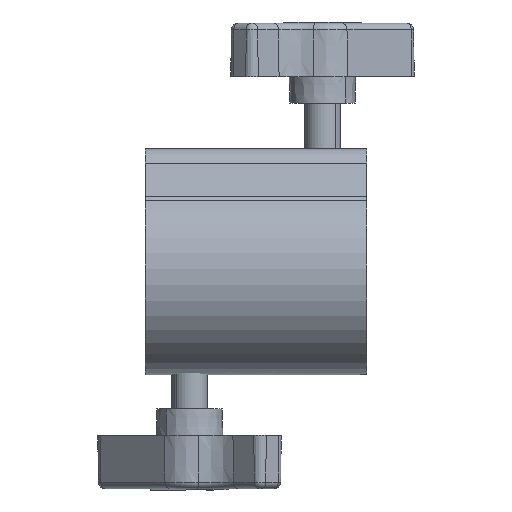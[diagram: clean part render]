
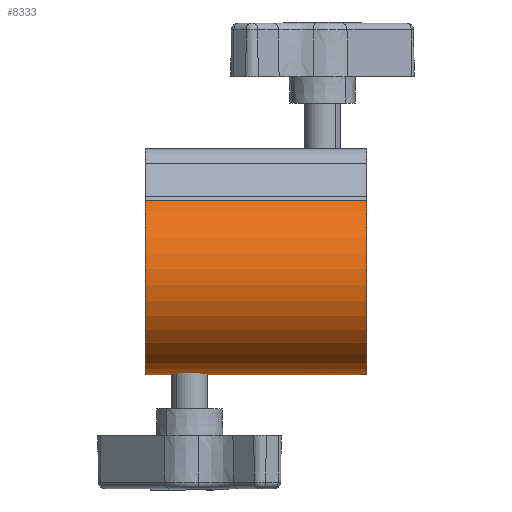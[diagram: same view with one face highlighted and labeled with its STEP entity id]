
A CAD part, left-side view. The second image highlights one B-rep face of the part: STEP entity #8333.
In plain terms, the highlighted cylindrical face has radius 22 mm (diameter 44 mm), a partial arc.
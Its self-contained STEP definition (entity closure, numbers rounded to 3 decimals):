
#568 = AXIS2_PLACEMENT_3D ( 'NONE', #23661, #57544, #43144 ) ;
#2020 = CARTESIAN_POINT ( 'NONE',  ( -3.055, 16.509, -21.787 ) ) ;
#2433 = CARTESIAN_POINT ( 'NONE',  ( -1.703, 17.951, -21.935 ) ) ;
#3410 = VERTEX_POINT ( 'NONE', #29259 ) ;
#3436 = ORIENTED_EDGE ( 'NONE', *, *, #19260, .T. ) ;
#6006 = CARTESIAN_POINT ( 'NONE',  ( -0.882, 11.709, -21.983 ) ) ;
#6666 = CARTESIAN_POINT ( 'NONE',  ( -3.29, 15.886, -21.753 ) ) ;
#6777 = ORIENTED_EDGE ( 'NONE', *, *, #14582, .T. ) ;
#6865 = CARTESIAN_POINT ( 'NONE',  ( -3.224, 16.101, -21.763 ) ) ;
#7515 = CARTESIAN_POINT ( 'NONE',  ( -2.56, 17.249, -21.851 ) ) ;
#8333 = ADVANCED_FACE ( 'NONE', ( #39104 ), #33804, .T. ) ;
#8706 = VECTOR ( 'NONE', #28935, 1000. ) ;
#10557 = VECTOR ( 'NONE', #62579, 1000. ) ;
#10877 = CARTESIAN_POINT ( 'NONE',  ( -0.222, 11.6, -22. ) ) ;
#13663 = VERTEX_POINT ( 'NONE', #18442 ) ;
#13931 = EDGE_CURVE ( 'NONE', #36533, #22473, #36017, .T. ) ;
#14582 = EDGE_CURVE ( 'NONE', #3410, #44277, #62528, .T. ) ;
#15195 = CARTESIAN_POINT ( 'NONE',  ( 0., 25., 0. ) ) ;
#16404 = CARTESIAN_POINT ( 'NONE',  ( -3.4, 15.225, -21.736 ) ) ;
#16511 = EDGE_CURVE ( 'NONE', #22473, #3410, #25322, .T. ) ;
#18442 = CARTESIAN_POINT ( 'NONE',  ( 0., 18.4, -22. ) ) ;
#19260 = EDGE_CURVE ( 'NONE', #13663, #60956, #43778, .T. ) ;
#20494 = CARTESIAN_POINT ( 'NONE',  ( -3.291, 14.119, -21.752 ) ) ;
#20695 = CARTESIAN_POINT ( 'NONE',  ( 0., 11.6, -22. ) ) ;
#22473 = VERTEX_POINT ( 'NONE', #52018 ) ;
#23082 = VECTOR ( 'NONE', #30539, 1000. ) ;
#23631 = ORIENTED_EDGE ( 'NONE', *, *, #16511, .T. ) ;
#23661 = CARTESIAN_POINT ( 'NONE',  ( 0., 25., 0. ) ) ;
#24314 = CARTESIAN_POINT ( 'NONE',  ( 0., 25., -22. ) ) ;
#25152 = CARTESIAN_POINT ( 'NONE',  ( -3.055, 13.491, -21.787 ) ) ;
#25322 = CIRCLE ( 'NONE', #57925, 22. ) ;
#25570 = CARTESIAN_POINT ( 'NONE',  ( -3.378, 14.554, -21.739 ) ) ;
#26005 = CARTESIAN_POINT ( 'NONE',  ( -0.225, 18.4, -22. ) ) ;
#26340 = CARTESIAN_POINT ( 'NONE',  ( 0., 25., -22. ) ) ;
#26649 = CARTESIAN_POINT ( 'NONE',  ( -0.88, 18.292, -21.983 ) ) ;
#28244 = ORIENTED_EDGE ( 'NONE', *, *, #33076, .F. ) ;
#28935 = DIRECTION ( 'NONE',  ( 0., -1., 0. ) ) ;
#29259 = CARTESIAN_POINT ( 'NONE',  ( -13.575, -25., 17.312 ) ) ;
#29895 = VERTEX_POINT ( 'NONE', #26340 ) ;
#29943 = CARTESIAN_POINT ( 'NONE',  ( -1.704, 12.049, -21.935 ) ) ;
#30166 = CARTESIAN_POINT ( 'NONE',  ( -3.226, 13.902, -21.762 ) ) ;
#30539 = DIRECTION ( 'NONE',  ( 0., 1., 0. ) ) ;
#31045 = CARTESIAN_POINT ( 'NONE',  ( -2.701, 17.078, -21.834 ) ) ;
#31489 = EDGE_LOOP ( 'NONE', ( #28244, #35634, #3436, #39377, #59210, #23631, #6777 ) ) ;
#33063 = CIRCLE ( 'NONE', #568, 22. ) ;
#33076 = EDGE_CURVE ( 'NONE', #29895, #44277, #33063, .T. ) ;
#33151 = EDGE_CURVE ( 'NONE', #60956, #36533, #62846, .T. ) ;
#33396 = CARTESIAN_POINT ( 'NONE',  ( -13.575, 25., 17.312 ) ) ;
#33804 = CYLINDRICAL_SURFACE ( 'NONE', #41120, 22. ) ;
#34321 = CARTESIAN_POINT ( 'NONE',  ( 0., 11.6, -22. ) ) ;
#34828 = CARTESIAN_POINT ( 'NONE',  ( -2.95, 13.295, -21.802 ) ) ;
#35634 = ORIENTED_EDGE ( 'NONE', *, *, #36063, .T. ) ;
#35813 = CARTESIAN_POINT ( 'NONE',  ( 0., -25., 0. ) ) ;
#35900 = CARTESIAN_POINT ( 'NONE',  ( -2.072, 17.704, -21.903 ) ) ;
#36017 = LINE ( 'NONE', #24314, #8706 ) ;
#36063 = EDGE_CURVE ( 'NONE', #29895, #13663, #61395, .T. ) ;
#36257 = CARTESIAN_POINT ( 'NONE',  ( -13.575, 25., 17.312 ) ) ;
#36533 = VERTEX_POINT ( 'NONE', #34321 ) ;
#39104 = FACE_OUTER_BOUND ( 'NONE', #31489, .T. ) ;
#39377 = ORIENTED_EDGE ( 'NONE', *, *, #33151, .T. ) ;
#40330 = CARTESIAN_POINT ( 'NONE',  ( -2.075, 12.298, -21.903 ) ) ;
#40991 = CARTESIAN_POINT ( 'NONE',  ( -2.247, 17.561, -21.886 ) ) ;
#41120 = AXIS2_PLACEMENT_3D ( 'NONE', #15195, #44699, #59870 ) ;
#43144 = DIRECTION ( 'NONE',  ( 0., 0., 1. ) ) ;
#43778 = B_SPLINE_CURVE_WITH_KNOTS ( 'NONE', 3,
 ( #50944, #26005, #60684, #26649, #60035, #59814, #2433, #35900, #40991, #7515, #31045, #55826, #2020, #6865, #6666, #50734, #16404, #45259 ),
 .UNSPECIFIED., .F., .F.,
 ( 4, 2, 2, 2, 2, 2, 2, 2, 4 ),
 ( 0.016, 0.017, 0.017, 0.018, 0.019, 0.019, 0.02, 0.021, 0.021 ),
 .UNSPECIFIED. ) ;
#44176 = CARTESIAN_POINT ( 'NONE',  ( -3.4, 15., -21.736 ) ) ;
#44277 = VERTEX_POINT ( 'NONE', #33396 ) ;
#44699 = DIRECTION ( 'NONE',  ( 0., -1., 0. ) ) ;
#45259 = CARTESIAN_POINT ( 'NONE',  ( -3.4, 15., -21.736 ) ) ;
#45439 = CARTESIAN_POINT ( 'NONE',  ( -2.703, 12.926, -21.834 ) ) ;
#49251 = CARTESIAN_POINT ( 'NONE',  ( -2.56, 12.751, -21.851 ) ) ;
#49437 = CARTESIAN_POINT ( 'NONE',  ( -1.506, 11.944, -21.949 ) ) ;
#49790 = DIRECTION ( 'NONE',  ( 0., 1., 0. ) ) ;
#49851 = CARTESIAN_POINT ( 'NONE',  ( -0.443, 11.622, -21.997 ) ) ;
#50734 = CARTESIAN_POINT ( 'NONE',  ( -3.378, 15.447, -21.739 ) ) ;
#50944 = CARTESIAN_POINT ( 'NONE',  ( 0., 18.4, -22. ) ) ;
#52018 = CARTESIAN_POINT ( 'NONE',  ( 0., -25., -22. ) ) ;
#52168 = CARTESIAN_POINT ( 'NONE',  ( -3.4, 15., -21.736 ) ) ;
#54098 = CARTESIAN_POINT ( 'NONE',  ( -2.247, 12.438, -21.886 ) ) ;
#54464 = DIRECTION ( 'NONE',  ( 0., 0., 1. ) ) ;
#55826 = CARTESIAN_POINT ( 'NONE',  ( -2.949, 16.706, -21.802 ) ) ;
#57544 = DIRECTION ( 'NONE',  ( 0., 1., 0. ) ) ;
#57925 = AXIS2_PLACEMENT_3D ( 'NONE', #35813, #49790, #54464 ) ;
#58367 = CARTESIAN_POINT ( 'NONE',  ( -3.4, 14.775, -21.736 ) ) ;
#59169 = CARTESIAN_POINT ( 'NONE',  ( -1.097, 11.774, -21.974 ) ) ;
#59210 = ORIENTED_EDGE ( 'NONE', *, *, #13931, .T. ) ;
#59814 = CARTESIAN_POINT ( 'NONE',  ( -1.508, 18.056, -21.949 ) ) ;
#59870 = DIRECTION ( 'NONE',  ( 0., 0., -1. ) ) ;
#60035 = CARTESIAN_POINT ( 'NONE',  ( -1.097, 18.226, -21.974 ) ) ;
#60684 = CARTESIAN_POINT ( 'NONE',  ( -0.446, 18.378, -21.997 ) ) ;
#60956 = VERTEX_POINT ( 'NONE', #52168 ) ;
#61395 = LINE ( 'NONE', #62363, #10557 ) ;
#62363 = CARTESIAN_POINT ( 'NONE',  ( 0., 25., -22. ) ) ;
#62528 = LINE ( 'NONE', #36257, #23082 ) ;
#62579 = DIRECTION ( 'NONE',  ( 0., -1., 0. ) ) ;
#62846 = B_SPLINE_CURVE_WITH_KNOTS ( 'NONE', 3,
 ( #44176, #58367, #25570, #20494, #30166, #25152, #34828, #45439, #49251, #54098, #40330, #29943, #49437, #59169, #6006, #49851, #10877, #20695 ),
 .UNSPECIFIED., .F., .F.,
 ( 4, 2, 2, 2, 2, 2, 2, 2, 4 ),
 ( 0., 0.001, 0.001, 0.002, 0.003, 0.003, 0.004, 0.005, 0.005 ),
 .UNSPECIFIED. ) ;
